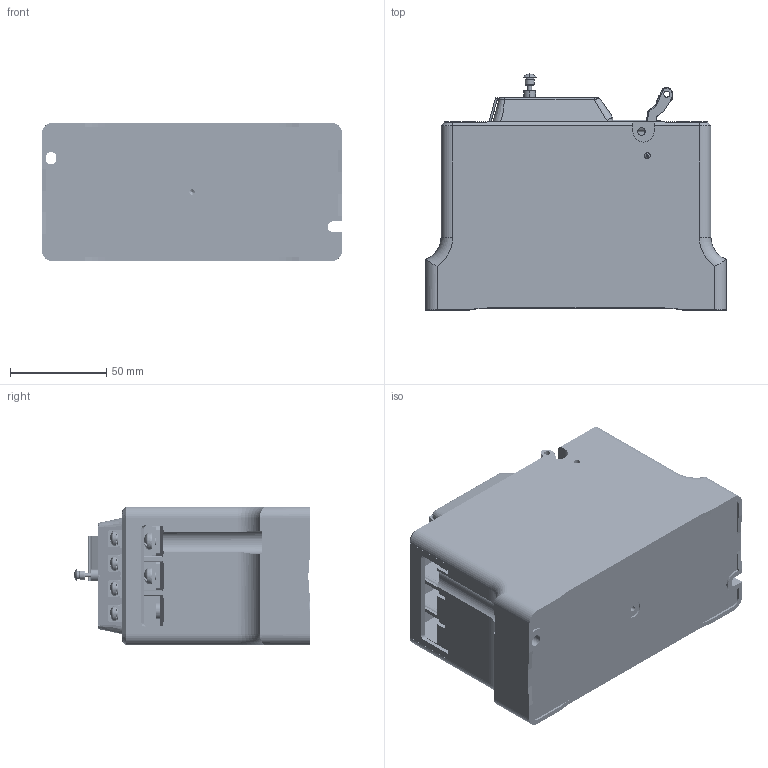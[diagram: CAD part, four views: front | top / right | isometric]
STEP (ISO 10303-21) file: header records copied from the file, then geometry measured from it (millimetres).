
FILE_DESCRIPTION (( 'STEP AP203' ), '1' );
FILE_NAME ('8562_53-FI-2+H-ap203.STEP', '2012-06-19T09:51:16', ( 'Admin' ), ( 'R. STAHL AG' ), 'SwSTEP 2.0', 'SolidWorks 2011', '' );
FILE_SCHEMA (( 'CONFIG_CONTROL_DESIGN' ));
Length unit declared in the file: millimetre
Products named in the file (40): 8562_53-FI-2+H-ap203; 85_620_71_09_0_Giessharz1; 85_459_01_90_0; 85_629_16_04_0; 85_629_03_14_0; 509_615_0_geschlossen; 509_615_2; 509_615_1; 509_615_0; 85_629_09_14_0; 85_629_09_92_0; 85_629_02_50_0; 85_629_05_14_0; 509_645_0; 509_645_0_3_eingebaut; 509_645_0_2; 509_645_0_1; 504_781_0; 85_629_23_15_0; 85_620_03_16_0_85_620_03_16_0; 85_759_04_94_0_montiert in 8575_15_Montagelage; 85_629_03_92_0; 85_629_07_16_0 _85 629 07 16 0; 85_629_07_16_0_grün_Griffstück grün; 85_629_07_16_0_85_629_07_16_0; 85_620_51_04_0_rechts_M5; 85_620_51_04_0_Giessharz3; 85_620_51_04_0_Giessharz1; 85_620_07_97_0; 85_620_07_97_0_1; 85_629_21_97_0; 354_641_0; 85_629_24_97_0; 85_629_13_04_0
Assembly tree (55 placements, depth 4):
  8562_53-FI-2+H-ap203
    85_629_09_92_0
    85_629_03_14_0  x2
    509_615_0_geschlossen  x4
      509_615_2
      509_615_0
      509_615_1
    509_645_0  x4
      509_645_0_1
      509_645_0_3_eingebaut
      509_645_0_2
    85_629_23_15_0
    85_620_03_16_0_85_620_03_16_0
      85_759_04_94_0_montiert in 8575_15_Montagelage
      85_629_03_92_0  x2
      85_629_07_16_0 _85 629 07 16 0
        85_629_07_16_0_grün_Griffstück grün
        85_629_07_16_0_85_629_07_16_0
    85_620_51_04_0_rechts_M5
      85_620_51_04_0_Giessharz3
      354_641_0  x2
      85_620_51_04_0_Giessharz1
      85_629_24_97_0  x4
      85_620_07_97_0
        85_620_07_97_0_1
        85_629_21_97_0
      85_620_07_97_0
        85_620_07_97_0_1
        85_629_21_97_0
      85_620_07_97_0
        85_629_21_97_0
        85_620_07_97_0_1
      85_620_07_97_0
        85_620_07_97_0_1
        85_629_21_97_0
      85_629_13_04_0
    85_629_16_04_0
    85_629_09_14_0
    85_459_01_90_0
    85_629_05_14_0  x2
    85_620_71_09_0_Giessharz1
    504_781_0
    85_629_02_50_0
Bounding box: 156 x 122.45 x 72 mm (x, y, z)
Volume: 541176.4 mm3; surface area: 230357.3 mm2
Topology: 70 solids, 70 shells, 7577 faces, 20127 edges, 12521 vertices
Faces by surface type: plane 4210, cylinder 2213, cone 672, torus 288, sphere 109, bspline 85
Entity records: 173967 total; most frequent: CARTESIAN_POINT 41964, ORIENTED_EDGE 27552, DIRECTION 26051, EDGE_CURVE 13776, AXIS2_PLACEMENT_3D 9233, VERTEX_POINT 8642, LINE 7585, VECTOR 7585
